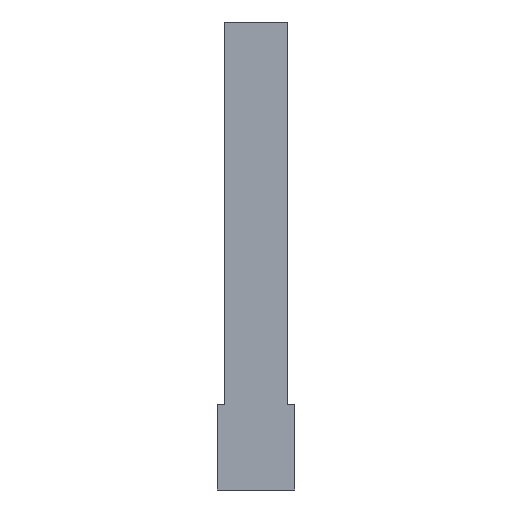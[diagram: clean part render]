
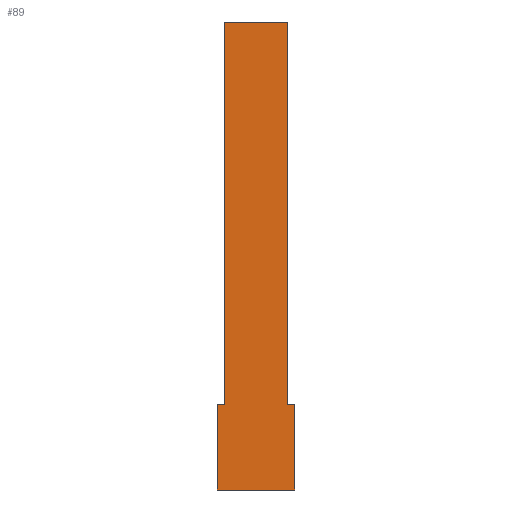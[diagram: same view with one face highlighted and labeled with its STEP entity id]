
A CAD part, front view. The second image highlights one B-rep face of the part: STEP entity #89.
In plain terms, the highlighted planar face has unit normal (0, -1, 0).
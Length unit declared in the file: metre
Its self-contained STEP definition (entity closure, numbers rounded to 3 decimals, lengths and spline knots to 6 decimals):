
#89 = ADVANCED_FACE( '', ( #187 ), #188, .T. );
#187 = FACE_OUTER_BOUND( '', #321, .T. );
#188 = PLANE( '', #322 );
#321 = EDGE_LOOP( '', ( #610, #611, #612, #613, #614, #615, #616, #617 ) );
#322 = AXIS2_PLACEMENT_3D( '', #618, #619, #620 );
#610 = ORIENTED_EDGE( '', *, *, #992, .F. );
#611 = ORIENTED_EDGE( '', *, *, #994, .T. );
#612 = ORIENTED_EDGE( '', *, *, #995, .T. );
#613 = ORIENTED_EDGE( '', *, *, #853, .F. );
#614 = ORIENTED_EDGE( '', *, *, #991, .T. );
#615 = ORIENTED_EDGE( '', *, *, #963, .T. );
#616 = ORIENTED_EDGE( '', *, *, #996, .F. );
#617 = ORIENTED_EDGE( '', *, *, #977, .F. );
#618 = CARTESIAN_POINT( '', ( 4.1, -1.1, 60.06 ) );
#619 = DIRECTION( '', ( 0., -1., 0. ) );
#620 = DIRECTION( '', ( 0., 0., -1. ) );
#853 = EDGE_CURVE( '', #1012, #1013, #1014, .T. );
#963 = EDGE_CURVE( '', #1233, #1230, #1234, .T. );
#977 = EDGE_CURVE( '', #1256, #1258, #1259, .T. );
#991 = EDGE_CURVE( '', #1012, #1233, #1285, .T. );
#992 = EDGE_CURVE( '', #1286, #1256, #1287, .T. );
#994 = EDGE_CURVE( '', #1286, #1289, #1290, .T. );
#995 = EDGE_CURVE( '', #1289, #1013, #1291, .T. );
#996 = EDGE_CURVE( '', #1258, #1230, #1292, .T. );
#1012 = VERTEX_POINT( '', #1320 );
#1013 = VERTEX_POINT( '', #1321 );
#1014 = LINE( '', #1322, #1323 );
#1230 = VERTEX_POINT( '', #1646 );
#1233 = VERTEX_POINT( '', #1650 );
#1234 = LINE( '', #1651, #1652 );
#1256 = VERTEX_POINT( '', #1686 );
#1258 = VERTEX_POINT( '', #1689 );
#1259 = LINE( '', #1690, #1691 );
#1285 = LINE( '', #1726, #1727 );
#1286 = VERTEX_POINT( '', #1728 );
#1287 = LINE( '', #1729, #1730 );
#1289 = VERTEX_POINT( '', #1733 );
#1290 = LINE( '', #1734, #1735 );
#1291 = LINE( '', #1736, #1737 );
#1292 = LINE( '', #1738, #1739 );
#1320 = CARTESIAN_POINT( '', ( 4.1, -1.1, 60.06 ) );
#1321 = CARTESIAN_POINT( '', ( 4.1, -1.1, 10.92 ) );
#1322 = CARTESIAN_POINT( '', ( 4.1, -1.1, 60.06 ) );
#1323 = VECTOR( '', #1781, 1. );
#1646 = CARTESIAN_POINT( '', ( -4.1, -1.1, 10.92 ) );
#1650 = CARTESIAN_POINT( '', ( -4.1, -1.1, 60.06 ) );
#1651 = CARTESIAN_POINT( '', ( -4.1, -1.1, 60.06 ) );
#1652 = VECTOR( '', #1893, 1. );
#1686 = CARTESIAN_POINT( '', ( -5., -1.1, 0. ) );
#1689 = CARTESIAN_POINT( '', ( -5., -1.1, 10.92 ) );
#1690 = CARTESIAN_POINT( '', ( -5., -1.1, 0. ) );
#1691 = VECTOR( '', #1907, 1. );
#1726 = CARTESIAN_POINT( '', ( 4.1, -1.1, 60.06 ) );
#1727 = VECTOR( '', #1929, 1. );
#1728 = CARTESIAN_POINT( '', ( 5., -1.1, 0. ) );
#1729 = CARTESIAN_POINT( '', ( 4.1, -1.1, 0. ) );
#1730 = VECTOR( '', #1930, 1. );
#1733 = CARTESIAN_POINT( '', ( 5., -1.1, 10.92 ) );
#1734 = CARTESIAN_POINT( '', ( 5., -1.1, 0. ) );
#1735 = VECTOR( '', #1932, 1. );
#1736 = CARTESIAN_POINT( '', ( 5., -1.1, 10.92 ) );
#1737 = VECTOR( '', #1933, 1. );
#1738 = CARTESIAN_POINT( '', ( -5., -1.1, 10.92 ) );
#1739 = VECTOR( '', #1934, 1. );
#1781 = DIRECTION( '', ( 0., 0., -1. ) );
#1893 = DIRECTION( '', ( 0., 0., -1. ) );
#1907 = DIRECTION( '', ( 0., 0., 1. ) );
#1929 = DIRECTION( '', ( -1., 0., 0. ) );
#1930 = DIRECTION( '', ( -1., 0., 0. ) );
#1932 = DIRECTION( '', ( 0., 0., 1. ) );
#1933 = DIRECTION( '', ( -1., 0., 0. ) );
#1934 = DIRECTION( '', ( 1., 0., 0. ) );
